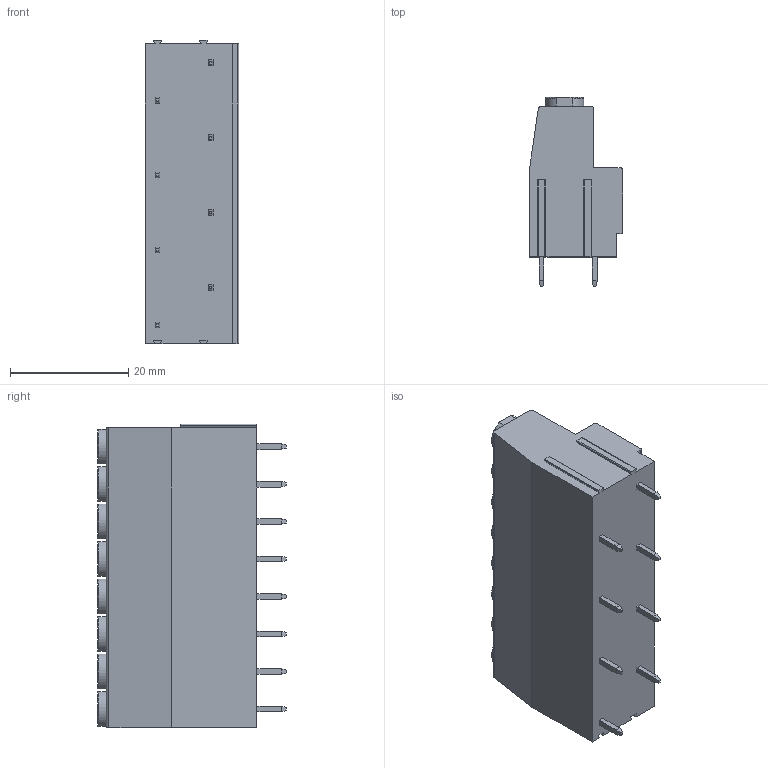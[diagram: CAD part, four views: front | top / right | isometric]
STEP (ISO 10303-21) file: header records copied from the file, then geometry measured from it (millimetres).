
FILE_DESCRIPTION((''),'2;1');
FILE_NAME('PRT0050','2024-10-21T',('yanfa'),(''),'PRO/ENGINEER BY PARAMETRIC TECHNOLOGY CORPORATION, 2009280','PRO/ENGINEER BY PARAMETRIC TECHNOLOGY CORPORATION, 2009280','');
FILE_SCHEMA(('AUTOMOTIVE_DESIGN_CC2 { 1 2 10303 214 -1 1 5 2 }'));
Length unit declared in the file: millimetre
Products named in the file (1): PRT0050
Bounding box: 15.85 x 32 x 51.4 mm (x, y, z)
Volume: 15145.8 mm3; surface area: 7140 mm2
Topology: 1 solids, 1 shells, 451 faces, 1147 edges, 738 vertices
Faces by surface type: plane 275, cylinder 112, torus 32, cone 32
Entity records: 13927 total; most frequent: CARTESIAN_POINT 2880, ORIENTED_EDGE 2294, DIRECTION 2273, EDGE_CURVE 1147, VECTOR 795, LINE 795, AXIS2_PLACEMENT_3D 739, VERTEX_POINT 738
